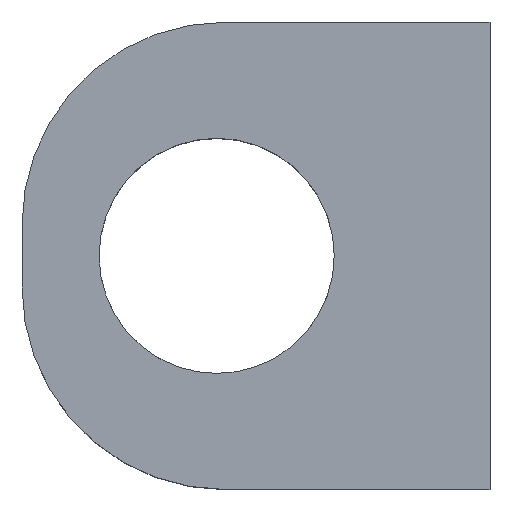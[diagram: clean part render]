
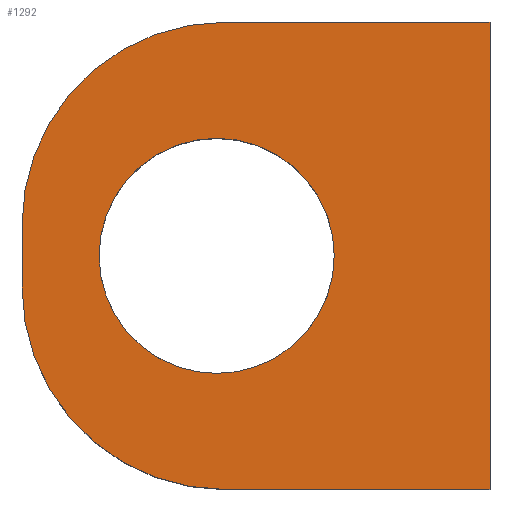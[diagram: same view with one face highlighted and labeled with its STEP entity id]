
A CAD part, top view. The second image highlights one B-rep face of the part: STEP entity #1292.
In plain terms, the highlighted planar face has unit normal (0, 0, 1).
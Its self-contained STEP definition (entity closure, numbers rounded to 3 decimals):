
#356 = PLANE('',#357);
#357 = AXIS2_PLACEMENT_3D('',#358,#359,#360);
#358 = CARTESIAN_POINT('',(-2.5,-3.,1.2));
#359 = DIRECTION('',(0.,1.,0.));
#360 = DIRECTION('',(1.,0.,0.));
#430 = CYLINDRICAL_SURFACE('',#431,2.6);
#431 = AXIS2_PLACEMENT_3D('',#432,#433,#434);
#432 = CARTESIAN_POINT('',(0.1,-0.4,1.2));
#433 = DIRECTION('',(0.,0.,1.));
#434 = DIRECTION('',(0.,-1.,0.));
#537 = PLANE('',#538);
#538 = AXIS2_PLACEMENT_3D('',#539,#540,#541);
#539 = CARTESIAN_POINT('',(-2.5,3.,1.2));
#540 = DIRECTION('',(1.,0.,0.));
#541 = DIRECTION('',(0.,-1.,0.));
#620 = CYLINDRICAL_SURFACE('',#621,2.6);
#621 = AXIS2_PLACEMENT_3D('',#622,#623,#624);
#622 = CARTESIAN_POINT('',(0.1,0.4,1.2));
#623 = DIRECTION('',(0.,0.,1.));
#624 = DIRECTION('',(-0.,1.,0.));
#693 = CYLINDRICAL_SURFACE('',#694,1.51);
#694 = AXIS2_PLACEMENT_3D('',#695,#696,#697);
#695 = CARTESIAN_POINT('',(0.,0.,1.2));
#696 = DIRECTION('',(-0.,-0.,-1.));
#697 = DIRECTION('',(1.,0.,0.));
#747 = PLANE('',#748);
#748 = AXIS2_PLACEMENT_3D('',#749,#750,#751);
#749 = CARTESIAN_POINT('',(3.51,3.,1.2));
#750 = DIRECTION('',(0.,-1.,0.));
#751 = DIRECTION('',(-1.,0.,0.));
#841 = VERTEX_POINT('',#842);
#842 = CARTESIAN_POINT('',(0.1,-3.,2.2));
#863 = EDGE_CURVE('',#841,#864,#866,.T.);
#864 = VERTEX_POINT('',#865);
#865 = CARTESIAN_POINT('',(3.51,-3.,2.2));
#866 = SURFACE_CURVE('',#867,(#871,#878),.PCURVE_S1.);
#867 = LINE('',#868,#869);
#868 = CARTESIAN_POINT('',(-2.5,-3.,2.2));
#869 = VECTOR('',#870,1.);
#870 = DIRECTION('',(1.,0.,0.));
#871 = PCURVE('',#356,#872);
#872 = DEFINITIONAL_REPRESENTATION('',(#873),#877);
#873 = LINE('',#874,#875);
#874 = CARTESIAN_POINT('',(0.,-1.));
#875 = VECTOR('',#876,1.);
#876 = DIRECTION('',(1.,0.));
#877 = ( GEOMETRIC_REPRESENTATION_CONTEXT(2) 
PARAMETRIC_REPRESENTATION_CONTEXT() REPRESENTATION_CONTEXT('2D SPACE',''
  ) );
#878 = PCURVE('',#879,#884);
#879 = PLANE('',#880);
#880 = AXIS2_PLACEMENT_3D('',#881,#882,#883);
#881 = CARTESIAN_POINT('',(0.381,0.,2.2));
#882 = DIRECTION('',(0.,0.,1.));
#883 = DIRECTION('',(1.,0.,0.));
#884 = DEFINITIONAL_REPRESENTATION('',(#885),#889);
#885 = LINE('',#886,#887);
#886 = CARTESIAN_POINT('',(-2.881,-3.));
#887 = VECTOR('',#888,1.);
#888 = DIRECTION('',(1.,-0.));
#889 = ( GEOMETRIC_REPRESENTATION_CONTEXT(2) 
PARAMETRIC_REPRESENTATION_CONTEXT() REPRESENTATION_CONTEXT('2D SPACE',''
  ) );
#907 = PLANE('',#908);
#908 = AXIS2_PLACEMENT_3D('',#909,#910,#911);
#909 = CARTESIAN_POINT('',(3.51,-3.,1.2));
#910 = DIRECTION('',(-1.,0.,0.));
#911 = DIRECTION('',(0.,1.,0.));
#945 = VERTEX_POINT('',#946);
#946 = CARTESIAN_POINT('',(-2.5,-0.4,2.2));
#967 = EDGE_CURVE('',#841,#945,#968,.T.);
#968 = SURFACE_CURVE('',#969,(#974,#981),.PCURVE_S1.);
#969 = CIRCLE('',#970,2.6);
#970 = AXIS2_PLACEMENT_3D('',#971,#972,#973);
#971 = CARTESIAN_POINT('',(0.1,-0.4,2.2));
#972 = DIRECTION('',(-0.,-0.,-1.));
#973 = DIRECTION('',(0.,-1.,0.));
#974 = PCURVE('',#430,#975);
#975 = DEFINITIONAL_REPRESENTATION('',(#976),#980);
#976 = LINE('',#977,#978);
#977 = CARTESIAN_POINT('',(-0.,1.));
#978 = VECTOR('',#979,1.);
#979 = DIRECTION('',(-1.,0.));
#980 = ( GEOMETRIC_REPRESENTATION_CONTEXT(2) 
PARAMETRIC_REPRESENTATION_CONTEXT() REPRESENTATION_CONTEXT('2D SPACE',''
  ) );
#981 = PCURVE('',#879,#982);
#982 = DEFINITIONAL_REPRESENTATION('',(#983),#991);
#983 = ( BOUNDED_CURVE() B_SPLINE_CURVE(2,(#984,#985,#986,#987,#988,#989
,#990),.UNSPECIFIED.,.T.,.F.) B_SPLINE_CURVE_WITH_KNOTS((1,2,2,2,2,1),(
    -2.094,0.,2.094,4.189,6.283,
8.378),.UNSPECIFIED.) CURVE() GEOMETRIC_REPRESENTATION_ITEM() 
RATIONAL_B_SPLINE_CURVE((1.,0.5,1.,0.5,1.,0.5,1.)) REPRESENTATION_ITEM(
  '') );
#984 = CARTESIAN_POINT('',(-0.281,-3.));
#985 = CARTESIAN_POINT('',(-4.784,-3.));
#986 = CARTESIAN_POINT('',(-2.532,0.9));
#987 = CARTESIAN_POINT('',(-0.281,4.8));
#988 = CARTESIAN_POINT('',(1.971,0.9));
#989 = CARTESIAN_POINT('',(4.223,-3.));
#990 = CARTESIAN_POINT('',(-0.281,-3.));
#991 = ( GEOMETRIC_REPRESENTATION_CONTEXT(2) 
PARAMETRIC_REPRESENTATION_CONTEXT() REPRESENTATION_CONTEXT('2D SPACE',''
  ) );
#1097 = VERTEX_POINT('',#1098);
#1098 = CARTESIAN_POINT('',(-2.5,0.4,2.2));
#1119 = EDGE_CURVE('',#1097,#945,#1120,.T.);
#1120 = SURFACE_CURVE('',#1121,(#1125,#1132),.PCURVE_S1.);
#1121 = LINE('',#1122,#1123);
#1122 = CARTESIAN_POINT('',(-2.5,3.,2.2));
#1123 = VECTOR('',#1124,1.);
#1124 = DIRECTION('',(0.,-1.,0.));
#1125 = PCURVE('',#537,#1126);
#1126 = DEFINITIONAL_REPRESENTATION('',(#1127),#1131);
#1127 = LINE('',#1128,#1129);
#1128 = CARTESIAN_POINT('',(0.,-1.));
#1129 = VECTOR('',#1130,1.);
#1130 = DIRECTION('',(1.,0.));
#1131 = ( GEOMETRIC_REPRESENTATION_CONTEXT(2) 
PARAMETRIC_REPRESENTATION_CONTEXT() REPRESENTATION_CONTEXT('2D SPACE',''
  ) );
#1132 = PCURVE('',#879,#1133);
#1133 = DEFINITIONAL_REPRESENTATION('',(#1134),#1138);
#1134 = LINE('',#1135,#1136);
#1135 = CARTESIAN_POINT('',(-2.881,3.));
#1136 = VECTOR('',#1137,1.);
#1137 = DIRECTION('',(0.,-1.));
#1138 = ( GEOMETRIC_REPRESENTATION_CONTEXT(2) 
PARAMETRIC_REPRESENTATION_CONTEXT() REPRESENTATION_CONTEXT('2D SPACE',''
  ) );
#1146 = EDGE_CURVE('',#1147,#1097,#1149,.T.);
#1147 = VERTEX_POINT('',#1148);
#1148 = CARTESIAN_POINT('',(0.1,3.,2.2));
#1149 = SURFACE_CURVE('',#1150,(#1155,#1162),.PCURVE_S1.);
#1150 = CIRCLE('',#1151,2.6);
#1151 = AXIS2_PLACEMENT_3D('',#1152,#1153,#1154);
#1152 = CARTESIAN_POINT('',(0.1,0.4,2.2));
#1153 = DIRECTION('',(0.,0.,1.));
#1154 = DIRECTION('',(0.,-1.,0.));
#1155 = PCURVE('',#620,#1156);
#1156 = DEFINITIONAL_REPRESENTATION('',(#1157),#1161);
#1157 = LINE('',#1158,#1159);
#1158 = CARTESIAN_POINT('',(-3.142,1.));
#1159 = VECTOR('',#1160,1.);
#1160 = DIRECTION('',(1.,0.));
#1161 = ( GEOMETRIC_REPRESENTATION_CONTEXT(2) 
PARAMETRIC_REPRESENTATION_CONTEXT() REPRESENTATION_CONTEXT('2D SPACE',''
  ) );
#1162 = PCURVE('',#879,#1163);
#1163 = DEFINITIONAL_REPRESENTATION('',(#1164),#1168);
#1164 = CIRCLE('',#1165,2.6);
#1165 = AXIS2_PLACEMENT_2D('',#1166,#1167);
#1166 = CARTESIAN_POINT('',(-0.281,0.4));
#1167 = DIRECTION('',(0.,-1.));
#1168 = ( GEOMETRIC_REPRESENTATION_CONTEXT(2) 
PARAMETRIC_REPRESENTATION_CONTEXT() REPRESENTATION_CONTEXT('2D SPACE',''
  ) );
#1196 = VERTEX_POINT('',#1197);
#1197 = CARTESIAN_POINT('',(1.51,0.,2.2));
#1218 = EDGE_CURVE('',#1196,#1196,#1219,.T.);
#1219 = SURFACE_CURVE('',#1220,(#1225,#1232),.PCURVE_S1.);
#1220 = CIRCLE('',#1221,1.51);
#1221 = AXIS2_PLACEMENT_3D('',#1222,#1223,#1224);
#1222 = CARTESIAN_POINT('',(0.,0.,2.2));
#1223 = DIRECTION('',(0.,0.,1.));
#1224 = DIRECTION('',(1.,0.,0.));
#1225 = PCURVE('',#693,#1226);
#1226 = DEFINITIONAL_REPRESENTATION('',(#1227),#1231);
#1227 = LINE('',#1228,#1229);
#1228 = CARTESIAN_POINT('',(-0.,-1.));
#1229 = VECTOR('',#1230,1.);
#1230 = DIRECTION('',(-1.,0.));
#1231 = ( GEOMETRIC_REPRESENTATION_CONTEXT(2) 
PARAMETRIC_REPRESENTATION_CONTEXT() REPRESENTATION_CONTEXT('2D SPACE',''
  ) );
#1232 = PCURVE('',#879,#1233);
#1233 = DEFINITIONAL_REPRESENTATION('',(#1234),#1238);
#1234 = CIRCLE('',#1235,1.51);
#1235 = AXIS2_PLACEMENT_2D('',#1236,#1237);
#1236 = CARTESIAN_POINT('',(-0.381,0.));
#1237 = DIRECTION('',(1.,-0.));
#1238 = ( GEOMETRIC_REPRESENTATION_CONTEXT(2) 
PARAMETRIC_REPRESENTATION_CONTEXT() REPRESENTATION_CONTEXT('2D SPACE',''
  ) );
#1249 = VERTEX_POINT('',#1250);
#1250 = CARTESIAN_POINT('',(3.51,3.,2.2));
#1271 = EDGE_CURVE('',#1249,#1147,#1272,.T.);
#1272 = SURFACE_CURVE('',#1273,(#1277,#1284),.PCURVE_S1.);
#1273 = LINE('',#1274,#1275);
#1274 = CARTESIAN_POINT('',(3.51,3.,2.2));
#1275 = VECTOR('',#1276,1.);
#1276 = DIRECTION('',(-1.,0.,0.));
#1277 = PCURVE('',#747,#1278);
#1278 = DEFINITIONAL_REPRESENTATION('',(#1279),#1283);
#1279 = LINE('',#1280,#1281);
#1280 = CARTESIAN_POINT('',(0.,-1.));
#1281 = VECTOR('',#1282,1.);
#1282 = DIRECTION('',(1.,0.));
#1283 = ( GEOMETRIC_REPRESENTATION_CONTEXT(2) 
PARAMETRIC_REPRESENTATION_CONTEXT() REPRESENTATION_CONTEXT('2D SPACE',''
  ) );
#1284 = PCURVE('',#879,#1285);
#1285 = DEFINITIONAL_REPRESENTATION('',(#1286),#1290);
#1286 = LINE('',#1287,#1288);
#1287 = CARTESIAN_POINT('',(3.129,3.));
#1288 = VECTOR('',#1289,1.);
#1289 = DIRECTION('',(-1.,0.));
#1290 = ( GEOMETRIC_REPRESENTATION_CONTEXT(2) 
PARAMETRIC_REPRESENTATION_CONTEXT() REPRESENTATION_CONTEXT('2D SPACE',''
  ) );
#1292 = ADVANCED_FACE('',(#1293,#1321),#879,.T.);
#1293 = FACE_BOUND('',#1294,.T.);
#1294 = EDGE_LOOP('',(#1295,#1296,#1297,#1298,#1319,#1320));
#1295 = ORIENTED_EDGE('',*,*,#1119,.T.);
#1296 = ORIENTED_EDGE('',*,*,#967,.F.);
#1297 = ORIENTED_EDGE('',*,*,#863,.T.);
#1298 = ORIENTED_EDGE('',*,*,#1299,.T.);
#1299 = EDGE_CURVE('',#864,#1249,#1300,.T.);
#1300 = SURFACE_CURVE('',#1301,(#1305,#1312),.PCURVE_S1.);
#1301 = LINE('',#1302,#1303);
#1302 = CARTESIAN_POINT('',(3.51,-3.,2.2));
#1303 = VECTOR('',#1304,1.);
#1304 = DIRECTION('',(0.,1.,0.));
#1305 = PCURVE('',#879,#1306);
#1306 = DEFINITIONAL_REPRESENTATION('',(#1307),#1311);
#1307 = LINE('',#1308,#1309);
#1308 = CARTESIAN_POINT('',(3.129,-3.));
#1309 = VECTOR('',#1310,1.);
#1310 = DIRECTION('',(0.,1.));
#1311 = ( GEOMETRIC_REPRESENTATION_CONTEXT(2) 
PARAMETRIC_REPRESENTATION_CONTEXT() REPRESENTATION_CONTEXT('2D SPACE',''
  ) );
#1312 = PCURVE('',#907,#1313);
#1313 = DEFINITIONAL_REPRESENTATION('',(#1314),#1318);
#1314 = LINE('',#1315,#1316);
#1315 = CARTESIAN_POINT('',(0.,-1.));
#1316 = VECTOR('',#1317,1.);
#1317 = DIRECTION('',(1.,0.));
#1318 = ( GEOMETRIC_REPRESENTATION_CONTEXT(2) 
PARAMETRIC_REPRESENTATION_CONTEXT() REPRESENTATION_CONTEXT('2D SPACE',''
  ) );
#1319 = ORIENTED_EDGE('',*,*,#1271,.T.);
#1320 = ORIENTED_EDGE('',*,*,#1146,.T.);
#1321 = FACE_BOUND('',#1322,.F.);
#1322 = EDGE_LOOP('',(#1323));
#1323 = ORIENTED_EDGE('',*,*,#1218,.T.);
